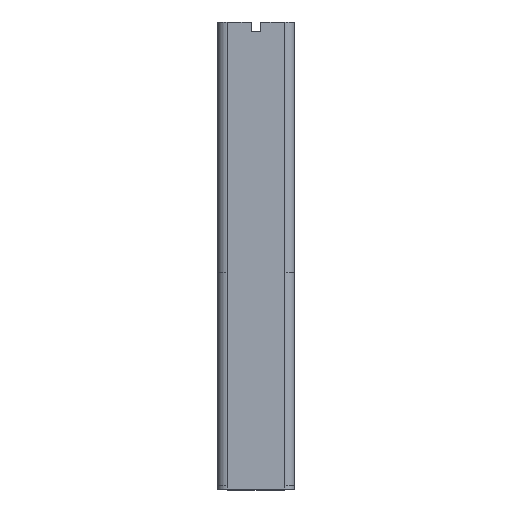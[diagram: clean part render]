
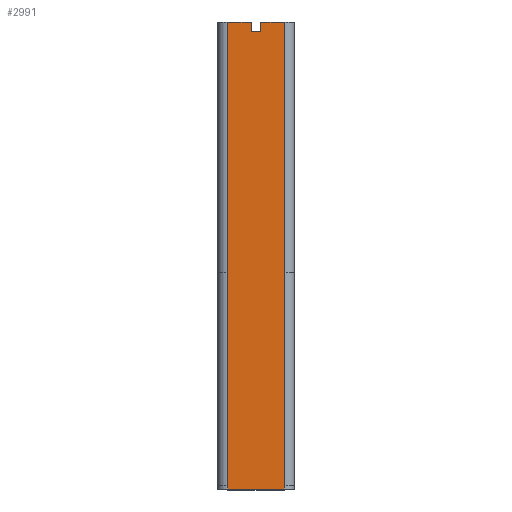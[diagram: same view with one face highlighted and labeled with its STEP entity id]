
A CAD part, top view. The second image highlights one B-rep face of the part: STEP entity #2991.
In plain terms, the highlighted planar face has unit normal (0, 0, 1).
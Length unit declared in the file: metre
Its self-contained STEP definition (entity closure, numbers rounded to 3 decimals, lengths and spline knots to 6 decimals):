
#13 = CARTESIAN_POINT ( 'NONE',  ( -0.01558, 0.232, 0.00635 ) ) ;
#15 = LINE ( 'NONE', #1478, #3437 ) ;
#34 = LINE ( 'NONE', #1224, #1286 ) ;
#61 = VERTEX_POINT ( 'NONE', #2015 ) ;
#81 = VECTOR ( 'NONE', #2836, 1. ) ;
#106 = ORIENTED_EDGE ( 'NONE', *, *, #708, .T. ) ;
#142 = CARTESIAN_POINT ( 'NONE',  ( 0., 0., 0.00635 ) ) ;
#165 = ORIENTED_EDGE ( 'NONE', *, *, #3483, .T. ) ;
#192 = EDGE_CURVE ( 'NONE', #61, #3205, #2455, .T. ) ;
#258 = VECTOR ( 'NONE', #1804, 1. ) ;
#320 = DIRECTION ( 'NONE',  ( 0., 1., 0. ) ) ;
#323 = CARTESIAN_POINT ( 'NONE',  ( -0.01558, 0.237, 0.00635 ) ) ;
#342 = CARTESIAN_POINT ( 'NONE',  ( 0.00135, -0.002, 0.00635 ) ) ;
#351 = ORIENTED_EDGE ( 'NONE', *, *, #754, .T. ) ;
#356 = LINE ( 'NONE', #2063, #258 ) ;
#384 = EDGE_CURVE ( 'NONE', #2507, #483, #356, .T. ) ;
#390 = FACE_OUTER_BOUND ( 'NONE', #2670, .T. ) ;
#404 = VERTEX_POINT ( 'NONE', #2602 ) ;
#483 = VERTEX_POINT ( 'NONE', #323 ) ;
#554 = CARTESIAN_POINT ( 'NONE',  ( 0.00135, 0.109087, 0.00635 ) ) ;
#662 = ORIENTED_EDGE ( 'NONE', *, *, #3655, .T. ) ;
#708 = EDGE_CURVE ( 'NONE', #404, #1746, #3433, .T. ) ;
#754 = EDGE_CURVE ( 'NONE', #1603, #3649, #3686, .T. ) ;
#766 = LINE ( 'NONE', #823, #3239 ) ;
#768 = CARTESIAN_POINT ( 'NONE',  ( -0.027731, 0., 0.00635 ) ) ;
#771 = LINE ( 'NONE', #2586, #81 ) ;
#780 = DIRECTION ( 'NONE',  ( 0., -1., 0. ) ) ;
#823 = CARTESIAN_POINT ( 'NONE',  ( -0.01078, 0.232, 0.00635 ) ) ;
#886 = EDGE_CURVE ( 'NONE', #3499, #2410, #1771, .T. ) ;
#973 = VECTOR ( 'NONE', #3537, 1. ) ;
#1097 = VECTOR ( 'NONE', #780, 1. ) ;
#1159 = CARTESIAN_POINT ( 'NONE',  ( -0.01078, 0.237, 0.00635 ) ) ;
#1179 = CARTESIAN_POINT ( 'NONE',  ( -0.01078, 0.237, 0.00635 ) ) ;
#1185 = ORIENTED_EDGE ( 'NONE', *, *, #3540, .T. ) ;
#1199 = DIRECTION ( 'NONE',  ( 0., 1., 0. ) ) ;
#1224 = CARTESIAN_POINT ( 'NONE',  ( 0.00135, 0.237, 0.00635 ) ) ;
#1286 = VECTOR ( 'NONE', #320, 1. ) ;
#1461 = CARTESIAN_POINT ( 'NONE',  ( -0.027731, 0., 0.00635 ) ) ;
#1478 = CARTESIAN_POINT ( 'NONE',  ( 0., 0.237, 0.00635 ) ) ;
#1603 = VERTEX_POINT ( 'NONE', #2766 ) ;
#1687 = ORIENTED_EDGE ( 'NONE', *, *, #384, .T. ) ;
#1746 = VERTEX_POINT ( 'NONE', #1461 ) ;
#1761 = CARTESIAN_POINT ( 'NONE',  ( -0.027731, 0.109087, 0.00635 ) ) ;
#1771 = LINE ( 'NONE', #2944, #2603 ) ;
#1775 = ORIENTED_EDGE ( 'NONE', *, *, #2847, .T. ) ;
#1788 = VERTEX_POINT ( 'NONE', #1795 ) ;
#1795 = CARTESIAN_POINT ( 'NONE',  ( -0.01078, 0.232, 0.00635 ) ) ;
#1804 = DIRECTION ( 'NONE',  ( 0., 1., 0. ) ) ;
#2013 = VECTOR ( 'NONE', #2780, 1. ) ;
#2015 = CARTESIAN_POINT ( 'NONE',  ( 0.00135, 0.237, 0.00635 ) ) ;
#2035 = VERTEX_POINT ( 'NONE', #2868 ) ;
#2063 = CARTESIAN_POINT ( 'NONE',  ( -0.01558, 0.237, 0.00635 ) ) ;
#2122 = ORIENTED_EDGE ( 'NONE', *, *, #192, .T. ) ;
#2220 = CARTESIAN_POINT ( 'NONE',  ( -0.032731, -0.002, 0.00635 ) ) ;
#2241 = EDGE_CURVE ( 'NONE', #3205, #1788, #2592, .T. ) ;
#2309 = EDGE_CURVE ( 'NONE', #2035, #404, #3246, .T. ) ;
#2310 = CARTESIAN_POINT ( 'NONE',  ( 0.00135, 0., 0.00635 ) ) ;
#2410 = VERTEX_POINT ( 'NONE', #554 ) ;
#2431 = CARTESIAN_POINT ( 'NONE',  ( 0., 0.237, 0.00635 ) ) ;
#2455 = LINE ( 'NONE', #2431, #2013 ) ;
#2507 = VERTEX_POINT ( 'NONE', #13 ) ;
#2526 = DIRECTION ( 'NONE',  ( -1., 0., 0. ) ) ;
#2564 = VECTOR ( 'NONE', #1199, 1. ) ;
#2586 = CARTESIAN_POINT ( 'NONE',  ( -0.027731, -0.002, 0.00635 ) ) ;
#2592 = LINE ( 'NONE', #1159, #1097 ) ;
#2602 = CARTESIAN_POINT ( 'NONE',  ( -0.027731, 0.109087, 0.00635 ) ) ;
#2603 = VECTOR ( 'NONE', #3332, 1. ) ;
#2646 = ORIENTED_EDGE ( 'NONE', *, *, #2241, .T. ) ;
#2647 = DIRECTION ( 'NONE',  ( -1., 0., 0. ) ) ;
#2661 = EDGE_CURVE ( 'NONE', #1788, #2507, #766, .T. ) ;
#2669 = VECTOR ( 'NONE', #3410, 1. ) ;
#2670 = EDGE_LOOP ( 'NONE', ( #351, #1775, #3542, #1185, #2122, #2646, #3442, #1687, #662, #3089, #106, #165 ) ) ;
#2690 = AXIS2_PLACEMENT_3D ( 'NONE', #142, #2728, #2957 ) ;
#2728 = DIRECTION ( 'NONE',  ( 0., 0., 1. ) ) ;
#2729 = VECTOR ( 'NONE', #3739, 1. ) ;
#2766 = CARTESIAN_POINT ( 'NONE',  ( -0.027731, -0.002, 0.00635 ) ) ;
#2780 = DIRECTION ( 'NONE',  ( -1., 0., 0. ) ) ;
#2836 = DIRECTION ( 'NONE',  ( 0., -1., 0. ) ) ;
#2847 = EDGE_CURVE ( 'NONE', #3649, #3499, #2885, .T. ) ;
#2868 = CARTESIAN_POINT ( 'NONE',  ( -0.027731, 0.237, 0.00635 ) ) ;
#2885 = LINE ( 'NONE', #2310, #2564 ) ;
#2944 = CARTESIAN_POINT ( 'NONE',  ( 0.00135, 0.109087, 0.00635 ) ) ;
#2957 = DIRECTION ( 'NONE',  ( 1., 0., 0. ) ) ;
#2991 = ADVANCED_FACE ( 'NONE', ( #390 ), #3330, .T. ) ;
#3089 = ORIENTED_EDGE ( 'NONE', *, *, #2309, .T. ) ;
#3205 = VERTEX_POINT ( 'NONE', #1179 ) ;
#3239 = VECTOR ( 'NONE', #2526, 1. ) ;
#3246 = LINE ( 'NONE', #1761, #973 ) ;
#3330 = PLANE ( 'NONE',  #2690 ) ;
#3332 = DIRECTION ( 'NONE',  ( 0., 1., 0. ) ) ;
#3410 = DIRECTION ( 'NONE',  ( 0., -1., 0. ) ) ;
#3433 = LINE ( 'NONE', #768, #2669 ) ;
#3437 = VECTOR ( 'NONE', #2647, 1. ) ;
#3442 = ORIENTED_EDGE ( 'NONE', *, *, #2661, .T. ) ;
#3483 = EDGE_CURVE ( 'NONE', #1746, #1603, #771, .T. ) ;
#3499 = VERTEX_POINT ( 'NONE', #3722 ) ;
#3537 = DIRECTION ( 'NONE',  ( 0., -1., 0. ) ) ;
#3540 = EDGE_CURVE ( 'NONE', #2410, #61, #34, .T. ) ;
#3542 = ORIENTED_EDGE ( 'NONE', *, *, #886, .T. ) ;
#3649 = VERTEX_POINT ( 'NONE', #342 ) ;
#3655 = EDGE_CURVE ( 'NONE', #483, #2035, #15, .T. ) ;
#3686 = LINE ( 'NONE', #2220, #2729 ) ;
#3722 = CARTESIAN_POINT ( 'NONE',  ( 0.00135, 0., 0.00635 ) ) ;
#3739 = DIRECTION ( 'NONE',  ( 1., 0., 0. ) ) ;
